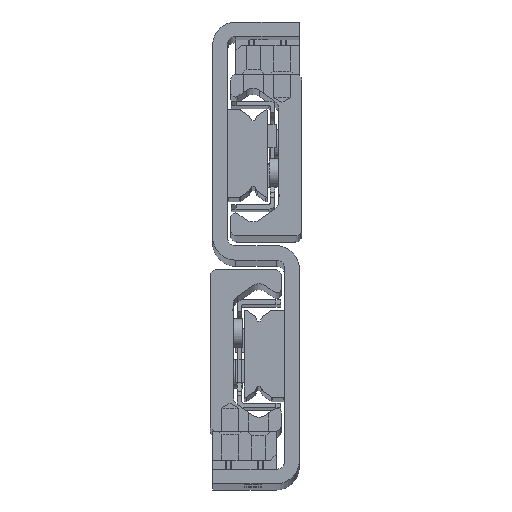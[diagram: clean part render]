
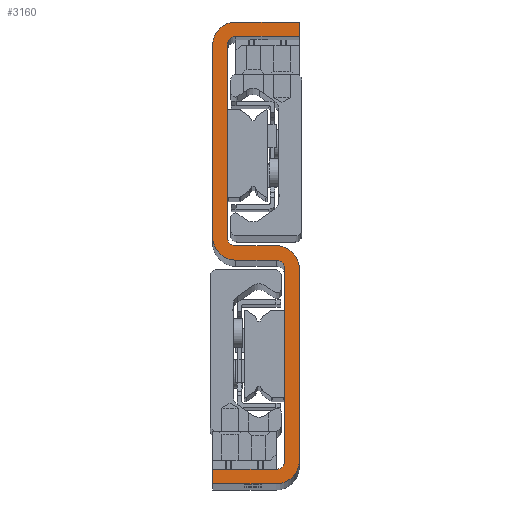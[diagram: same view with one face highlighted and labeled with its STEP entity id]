
A CAD part, top view. The second image highlights one B-rep face of the part: STEP entity #3160.
In plain terms, the highlighted planar face has unit normal (0, 0, 1).
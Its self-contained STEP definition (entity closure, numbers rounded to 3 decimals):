
#2270=CARTESIAN_POINT('',(15.0,80.0,610.0));
#2271=VERTEX_POINT('',#2270);
#2272=CARTESIAN_POINT('',(15.0,77.5,610.0));
#2273=VERTEX_POINT('',#2272);
#2274=CARTESIAN_POINT('',(15.0,80.0,610.0));
#2275=DIRECTION('',(0.0,-1.0,0.0));
#2276=VECTOR('',#2275,2.5);
#2277=LINE('',#2274,#2276);
#2278=EDGE_CURVE('',#2271,#2273,#2277,.T.);
#2310=CARTESIAN_POINT('',(4.,77.5,610.0));
#2311=VERTEX_POINT('',#2310);
#2312=CARTESIAN_POINT('',(15.0,77.5,610.0));
#2313=DIRECTION('',(-1.0,0.0,0.0));
#2314=VECTOR('',#2313,11.);
#2315=LINE('',#2312,#2314);
#2316=EDGE_CURVE('',#2273,#2311,#2315,.T.);
#2368=CARTESIAN_POINT('',(2.5,76.0,610.0));
#2369=VERTEX_POINT('',#2368);
#2370=CARTESIAN_POINT('',(4.,76.0,610.0));
#2371=DIRECTION('',(0.0,0.0,1.0));
#2372=DIRECTION('',(0.0,-1.0,0.0));
#2373=AXIS2_PLACEMENT_3D('',#2370,#2371,#2372);
#2374=CIRCLE('',#2373,1.5);
#2375=EDGE_CURVE('',#2311,#2369,#2374,.T.);
#2401=CARTESIAN_POINT('',(2.5,42.75,610.0));
#2402=VERTEX_POINT('',#2401);
#2403=CARTESIAN_POINT('',(2.5,76.0,610.0));
#2404=DIRECTION('',(0.0,-1.0,0.0));
#2405=VECTOR('',#2404,33.25);
#2406=LINE('',#2403,#2405);
#2407=EDGE_CURVE('',#2369,#2402,#2406,.T.);
#2456=CARTESIAN_POINT('',(4.,41.25,610.0));
#2457=VERTEX_POINT('',#2456);
#2458=CARTESIAN_POINT('',(4.,42.75,610.0));
#2459=DIRECTION('',(0.0,0.0,1.0));
#2460=DIRECTION('',(1.0,0.0,0.0));
#2461=AXIS2_PLACEMENT_3D('',#2458,#2459,#2460);
#2462=CIRCLE('',#2461,1.5);
#2463=EDGE_CURVE('',#2402,#2457,#2462,.T.);
#2489=CARTESIAN_POINT('',(11.,41.25,610.0));
#2490=VERTEX_POINT('',#2489);
#2491=CARTESIAN_POINT('',(4.,41.25,610.0));
#2492=DIRECTION('',(1.0,0.0,0.0));
#2493=VECTOR('',#2492,7.);
#2494=LINE('',#2491,#2493);
#2495=EDGE_CURVE('',#2457,#2490,#2494,.T.);
#2520=CARTESIAN_POINT('',(15.,37.25,610.0));
#2521=VERTEX_POINT('',#2520);
#2522=CARTESIAN_POINT('',(11.,37.25,610.0));
#2523=DIRECTION('',(0.0,0.0,-1.0));
#2524=DIRECTION('',(1.0,0.0,0.0));
#2525=AXIS2_PLACEMENT_3D('',#2522,#2523,#2524);
#2526=CIRCLE('',#2525,4.0);
#2527=EDGE_CURVE('',#2490,#2521,#2526,.T.);
#2553=CARTESIAN_POINT('',(15.,4.,610.0));
#2554=VERTEX_POINT('',#2553);
#2555=CARTESIAN_POINT('',(15.,37.25,610.0));
#2556=DIRECTION('',(0.0,-1.0,0.0));
#2557=VECTOR('',#2556,33.25);
#2558=LINE('',#2555,#2557);
#2559=EDGE_CURVE('',#2521,#2554,#2558,.T.);
#2608=CARTESIAN_POINT('',(11.0,0.,610.0));
#2609=VERTEX_POINT('',#2608);
#2610=CARTESIAN_POINT('',(11.,4.,610.0));
#2611=DIRECTION('',(0.0,0.0,-1.0));
#2612=DIRECTION('',(0.,-1.,0.0));
#2613=AXIS2_PLACEMENT_3D('',#2610,#2611,#2612);
#2614=CIRCLE('',#2613,4.);
#2615=EDGE_CURVE('',#2554,#2609,#2614,.T.);
#2641=CARTESIAN_POINT('',(0.0,0.0,610.0));
#2642=VERTEX_POINT('',#2641);
#2643=CARTESIAN_POINT('',(11.0,0.,610.0));
#2644=DIRECTION('',(-1.0,0.0,0.0));
#2645=VECTOR('',#2644,11.0);
#2646=LINE('',#2643,#2645);
#2647=EDGE_CURVE('',#2609,#2642,#2646,.T.);
#2699=CARTESIAN_POINT('',(0.0,2.5,610.0));
#2700=VERTEX_POINT('',#2699);
#2701=CARTESIAN_POINT('',(0.0,0.0,610.0));
#2702=DIRECTION('',(0.0,1.0,0.0));
#2703=VECTOR('',#2702,2.5);
#2704=LINE('',#2701,#2703);
#2705=EDGE_CURVE('',#2642,#2700,#2704,.T.);
#2730=CARTESIAN_POINT('',(11.,2.5,610.0));
#2731=VERTEX_POINT('',#2730);
#2732=CARTESIAN_POINT('',(0.0,2.5,610.0));
#2733=DIRECTION('',(1.0,0.0,0.0));
#2734=VECTOR('',#2733,11.);
#2735=LINE('',#2732,#2734);
#2736=EDGE_CURVE('',#2700,#2731,#2735,.T.);
#2788=CARTESIAN_POINT('',(12.5,4.0,610.0));
#2789=VERTEX_POINT('',#2788);
#2790=CARTESIAN_POINT('',(11.,4.0,610.0));
#2791=DIRECTION('',(0.0,0.0,1.0));
#2792=DIRECTION('',(0.0,1.0,0.0));
#2793=AXIS2_PLACEMENT_3D('',#2790,#2791,#2792);
#2794=CIRCLE('',#2793,1.5);
#2795=EDGE_CURVE('',#2731,#2789,#2794,.T.);
#2821=CARTESIAN_POINT('',(12.5,37.25,610.0));
#2822=VERTEX_POINT('',#2821);
#2823=CARTESIAN_POINT('',(12.5,4.0,610.0));
#2824=DIRECTION('',(0.0,1.0,0.0));
#2825=VECTOR('',#2824,33.25);
#2826=LINE('',#2823,#2825);
#2827=EDGE_CURVE('',#2789,#2822,#2826,.T.);
#2876=CARTESIAN_POINT('',(11.,38.75,610.0));
#2877=VERTEX_POINT('',#2876);
#2878=CARTESIAN_POINT('',(11.,37.25,610.0));
#2879=DIRECTION('',(0.0,0.0,1.0));
#2880=DIRECTION('',(-1.0,0.0,0.0));
#2881=AXIS2_PLACEMENT_3D('',#2878,#2879,#2880);
#2882=CIRCLE('',#2881,1.5);
#2883=EDGE_CURVE('',#2822,#2877,#2882,.T.);
#2909=CARTESIAN_POINT('',(4.,38.75,610.0));
#2910=VERTEX_POINT('',#2909);
#2911=CARTESIAN_POINT('',(11.,38.75,610.0));
#2912=DIRECTION('',(-1.0,0.0,0.0));
#2913=VECTOR('',#2912,7.);
#2914=LINE('',#2911,#2913);
#2915=EDGE_CURVE('',#2877,#2910,#2914,.T.);
#2940=CARTESIAN_POINT('',(0.0,42.75,610.0));
#2941=VERTEX_POINT('',#2940);
#2942=CARTESIAN_POINT('',(4.,42.75,610.0));
#2943=DIRECTION('',(0.0,0.0,-1.0));
#2944=DIRECTION('',(-1.0,0.0,0.0));
#2945=AXIS2_PLACEMENT_3D('',#2942,#2943,#2944);
#2946=CIRCLE('',#2945,4.);
#2947=EDGE_CURVE('',#2910,#2941,#2946,.T.);
#2973=CARTESIAN_POINT('',(0.0,76.0,610.0));
#2974=VERTEX_POINT('',#2973);
#2975=CARTESIAN_POINT('',(0.0,42.75,610.0));
#2976=DIRECTION('',(0.0,1.0,0.0));
#2977=VECTOR('',#2976,33.25);
#2978=LINE('',#2975,#2977);
#2979=EDGE_CURVE('',#2941,#2974,#2978,.T.);
#3028=CARTESIAN_POINT('',(4.,80.0,610.0));
#3029=VERTEX_POINT('',#3028);
#3030=CARTESIAN_POINT('',(4.,76.0,610.0));
#3031=DIRECTION('',(0.0,0.0,-1.0));
#3032=DIRECTION('',(0.0,1.0,0.0));
#3033=AXIS2_PLACEMENT_3D('',#3030,#3031,#3032);
#3034=CIRCLE('',#3033,4.0);
#3035=EDGE_CURVE('',#2974,#3029,#3034,.T.);
#3061=CARTESIAN_POINT('',(4.,80.0,610.0));
#3062=DIRECTION('',(1.0,0.0,0.0));
#3063=VECTOR('',#3062,11.);
#3064=LINE('',#3061,#3063);
#3065=EDGE_CURVE('',#3029,#2271,#3064,.T.);
#3133=CARTESIAN_POINT('',(7.5,40.,610.0));
#3134=DIRECTION('',(0.0,0.0,1.0));
#3135=DIRECTION('',(1.0,0.0,0.0));
#3136=AXIS2_PLACEMENT_3D('',#3133,#3134,#3135);
#3137=PLANE('',#3136);
#3138=ORIENTED_EDGE('',*,*,#2278,.F.);
#3139=ORIENTED_EDGE('',*,*,#3065,.F.);
#3140=ORIENTED_EDGE('',*,*,#3035,.F.);
#3141=ORIENTED_EDGE('',*,*,#2979,.F.);
#3142=ORIENTED_EDGE('',*,*,#2947,.F.);
#3143=ORIENTED_EDGE('',*,*,#2915,.F.);
#3144=ORIENTED_EDGE('',*,*,#2883,.F.);
#3145=ORIENTED_EDGE('',*,*,#2827,.F.);
#3146=ORIENTED_EDGE('',*,*,#2795,.F.);
#3147=ORIENTED_EDGE('',*,*,#2736,.F.);
#3148=ORIENTED_EDGE('',*,*,#2705,.F.);
#3149=ORIENTED_EDGE('',*,*,#2647,.F.);
#3150=ORIENTED_EDGE('',*,*,#2615,.F.);
#3151=ORIENTED_EDGE('',*,*,#2559,.F.);
#3152=ORIENTED_EDGE('',*,*,#2527,.F.);
#3153=ORIENTED_EDGE('',*,*,#2495,.F.);
#3154=ORIENTED_EDGE('',*,*,#2463,.F.);
#3155=ORIENTED_EDGE('',*,*,#2407,.F.);
#3156=ORIENTED_EDGE('',*,*,#2375,.F.);
#3157=ORIENTED_EDGE('',*,*,#2316,.F.);
#3158=EDGE_LOOP('',(#3138,#3139,#3140,#3141,#3142,#3143,#3144,#3145,#3146,#3147,#3148,#3149,#3150,#3151,#3152,#3153,#3154,#3155,#3156,#3157));
#3159=FACE_OUTER_BOUND('',#3158,.T.);
#3160=ADVANCED_FACE('',(#3159),#3137,.T.);
